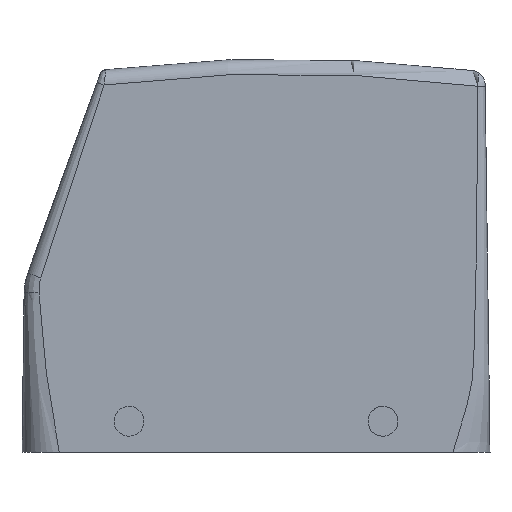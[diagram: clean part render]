
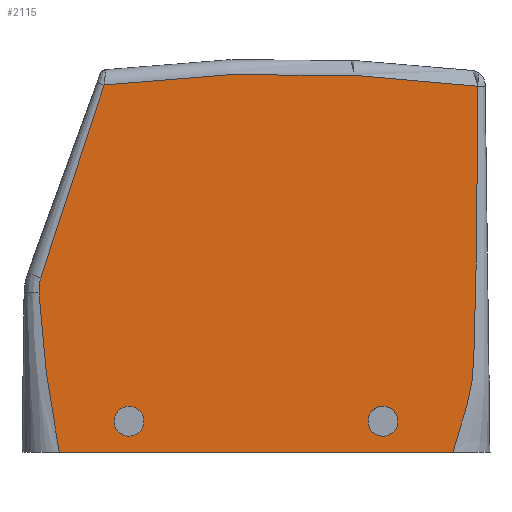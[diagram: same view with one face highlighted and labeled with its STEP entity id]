
A CAD part, left-side view. The second image highlights one B-rep face of the part: STEP entity #2115.
In plain terms, the highlighted planar face has unit normal (-1, 0, 0).
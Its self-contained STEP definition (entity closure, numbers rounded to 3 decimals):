
#2010=AXIS2_PLACEMENT_3D('Plane Axis2P3D',#2007,#2008,#2009) ;
#2014=AXIS2_PLACEMENT_3D('Circle Axis2P3D',#2012,#2013,$) ;
#2081=AXIS2_PLACEMENT_3D('Circle Axis2P3D',#2079,#2080,$) ;
#2090=AXIS2_PLACEMENT_3D('Circle Axis2P3D',#2088,#2089,$) ;
#2099=AXIS2_PLACEMENT_3D('Circle Axis2P3D',#2097,#2098,$) ;
#2108=AXIS2_PLACEMENT_3D('Circle Axis2P3D',#2106,#2107,$) ;
#952=CARTESIAN_POINT('Vertex',(7.75,7.471,0.)) ;
#957=CARTESIAN_POINT('Line Origine',(7.75,46.994,0.)) ;
#961=CARTESIAN_POINT('Vertex',(7.75,86.516,0.)) ;
#1956=CARTESIAN_POINT('Vertex',(7.75,2.46,73.489)) ;
#1960=CARTESIAN_POINT('Control Point',(7.75,2.46,73.489)) ;
#1961=CARTESIAN_POINT('Control Point',(7.75,2.458,73.057)) ;
#1962=CARTESIAN_POINT('Control Point',(7.75,2.457,72.62)) ;
#1963=CARTESIAN_POINT('Control Point',(7.75,2.456,72.19)) ;
#1964=CARTESIAN_POINT('Control Point',(7.75,2.452,70.79)) ;
#1965=CARTESIAN_POINT('Control Point',(7.75,2.449,69.397)) ;
#1966=CARTESIAN_POINT('Control Point',(7.75,2.449,68.43)) ;
#1967=CARTESIAN_POINT('Control Point',(7.75,2.449,66.502)) ;
#1968=CARTESIAN_POINT('Control Point',(7.75,2.452,64.574)) ;
#1969=CARTESIAN_POINT('Control Point',(7.75,2.455,63.609)) ;
#1970=CARTESIAN_POINT('Control Point',(7.75,2.468,60.284)) ;
#1971=CARTESIAN_POINT('Control Point',(7.75,2.491,56.958)) ;
#1972=CARTESIAN_POINT('Control Point',(7.75,2.513,54.596)) ;
#1973=CARTESIAN_POINT('Control Point',(7.75,2.567,49.872)) ;
#1974=CARTESIAN_POINT('Control Point',(7.75,2.636,45.15)) ;
#1975=CARTESIAN_POINT('Control Point',(7.75,2.674,42.79)) ;
#1976=CARTESIAN_POINT('Control Point',(7.75,2.757,38.071)) ;
#1977=CARTESIAN_POINT('Control Point',(7.75,2.852,33.356)) ;
#1978=CARTESIAN_POINT('Control Point',(7.75,2.904,31.)) ;
#1979=CARTESIAN_POINT('Control Point',(7.75,2.983,27.612)) ;
#1980=CARTESIAN_POINT('Control Point',(7.75,3.077,24.224)) ;
#1981=CARTESIAN_POINT('Control Point',(7.75,3.107,23.192)) ;
#1982=CARTESIAN_POINT('Control Point',(7.75,3.155,21.643)) ;
#1983=CARTESIAN_POINT('Control Point',(7.75,3.207,20.095)) ;
#1984=CARTESIAN_POINT('Control Point',(7.75,3.225,19.579)) ;
#1985=CARTESIAN_POINT('Control Point',(7.75,3.292,17.624)) ;
#1986=CARTESIAN_POINT('Control Point',(7.75,3.387,15.67)) ;
#1987=CARTESIAN_POINT('Control Point',(7.75,3.547,14.234)) ;
#1988=CARTESIAN_POINT('Control Point',(7.75,4.016,11.522)) ;
#1989=CARTESIAN_POINT('Control Point',(7.75,4.733,8.846)) ;
#1990=CARTESIAN_POINT('Control Point',(7.75,5.116,7.583)) ;
#1991=CARTESIAN_POINT('Control Point',(7.75,5.705,5.721)) ;
#1992=CARTESIAN_POINT('Control Point',(7.75,6.298,3.859)) ;
#1993=CARTESIAN_POINT('Control Point',(7.75,6.489,3.253)) ;
#1994=CARTESIAN_POINT('Control Point',(7.75,6.806,2.237)) ;
#1995=CARTESIAN_POINT('Control Point',(7.75,7.113,1.219)) ;
#1996=CARTESIAN_POINT('Control Point',(7.75,7.233,0.813)) ;
#1997=CARTESIAN_POINT('Control Point',(7.75,7.352,0.408)) ;
#1998=CARTESIAN_POINT('Control Point',(7.75,7.471,0.)) ;
#2007=CARTESIAN_POINT('Axis2P3D Location',(7.75,-17.985,-37.458)) ;
#2012=CARTESIAN_POINT('Axis2P3D Location',(7.75,41.,-221.)) ;
#2016=CARTESIAN_POINT('Vertex',(7.75,77.52,73.746)) ;
#2020=CARTESIAN_POINT('Control Point',(7.75,77.52,73.746)) ;
#2021=CARTESIAN_POINT('Control Point',(7.75,77.585,73.558)) ;
#2022=CARTESIAN_POINT('Control Point',(7.75,77.649,73.369)) ;
#2023=CARTESIAN_POINT('Control Point',(7.75,77.714,73.18)) ;
#2024=CARTESIAN_POINT('Control Point',(7.75,79.288,68.58)) ;
#2025=CARTESIAN_POINT('Control Point',(7.75,80.853,63.971)) ;
#2026=CARTESIAN_POINT('Control Point',(7.75,82.329,59.537)) ;
#2027=CARTESIAN_POINT('Control Point',(7.75,84.298,53.548)) ;
#2028=CARTESIAN_POINT('Control Point',(7.75,86.238,47.556)) ;
#2029=CARTESIAN_POINT('Control Point',(7.75,86.739,46.003)) ;
#2030=CARTESIAN_POINT('Control Point',(7.75,87.624,43.249)) ;
#2031=CARTESIAN_POINT('Control Point',(7.75,88.502,40.495)) ;
#2032=CARTESIAN_POINT('Control Point',(7.75,88.869,39.338)) ;
#2033=CARTESIAN_POINT('Control Point',(7.75,89.371,37.748)) ;
#2034=CARTESIAN_POINT('Control Point',(7.75,89.868,36.158)) ;
#2035=CARTESIAN_POINT('Control Point',(7.75,89.99,35.769)) ;
#2036=CARTESIAN_POINT('Control Point',(7.75,90.111,35.38)) ;
#2037=CARTESIAN_POINT('Control Point',(7.75,90.231,34.991)) ;
#2038=CARTESIAN_POINT('Vertex',(7.75,90.231,34.991)) ;
#2042=CARTESIAN_POINT('Control Point',(7.75,90.231,34.991)) ;
#2043=CARTESIAN_POINT('Control Point',(7.75,90.405,34.402)) ;
#2044=CARTESIAN_POINT('Control Point',(7.75,90.529,33.797)) ;
#2045=CARTESIAN_POINT('Control Point',(7.75,90.601,33.184)) ;
#2046=CARTESIAN_POINT('Control Point',(7.75,90.618,32.568)) ;
#2047=CARTESIAN_POINT('Control Point',(7.75,90.581,31.961)) ;
#2048=CARTESIAN_POINT('Vertex',(7.75,90.581,31.961)) ;
#2052=CARTESIAN_POINT('Control Point',(7.75,90.581,31.961)) ;
#2053=CARTESIAN_POINT('Control Point',(7.75,90.438,28.549)) ;
#2054=CARTESIAN_POINT('Control Point',(7.75,90.265,25.135)) ;
#2055=CARTESIAN_POINT('Control Point',(7.75,89.933,21.715)) ;
#2056=CARTESIAN_POINT('Control Point',(7.75,89.251,16.559)) ;
#2057=CARTESIAN_POINT('Control Point',(7.75,88.417,11.42)) ;
#2058=CARTESIAN_POINT('Control Point',(7.75,88.121,9.664)) ;
#2059=CARTESIAN_POINT('Control Point',(7.75,87.72,7.298)) ;
#2060=CARTESIAN_POINT('Control Point',(7.75,87.323,4.931)) ;
#2061=CARTESIAN_POINT('Control Point',(7.75,87.22,4.315)) ;
#2062=CARTESIAN_POINT('Control Point',(7.75,87.067,3.391)) ;
#2063=CARTESIAN_POINT('Control Point',(7.75,86.915,2.466)) ;
#2064=CARTESIAN_POINT('Control Point',(7.75,86.865,2.158)) ;
#2065=CARTESIAN_POINT('Control Point',(7.75,86.764,1.541)) ;
#2066=CARTESIAN_POINT('Control Point',(7.75,86.665,0.925)) ;
#2067=CARTESIAN_POINT('Control Point',(7.75,86.615,0.617)) ;
#2068=CARTESIAN_POINT('Control Point',(7.75,86.566,0.308)) ;
#2069=CARTESIAN_POINT('Control Point',(7.75,86.516,0.)) ;
#2079=CARTESIAN_POINT('Axis2P3D Location',(7.75,72.5,6.2)) ;
#2083=CARTESIAN_POINT('Vertex',(7.75,70.745,7.159)) ;
#2085=CARTESIAN_POINT('Vertex',(7.75,74.255,5.241)) ;
#2088=CARTESIAN_POINT('Axis2P3D Location',(7.75,72.5,6.2)) ;
#2097=CARTESIAN_POINT('Axis2P3D Location',(7.75,21.5,6.2)) ;
#2101=CARTESIAN_POINT('Vertex',(7.75,19.745,5.241)) ;
#2103=CARTESIAN_POINT('Vertex',(7.75,23.255,7.159)) ;
#2106=CARTESIAN_POINT('Axis2P3D Location',(7.75,21.5,6.2)) ;
#958=DIRECTION('Vector Direction',(0.,-1.,0.)) ;
#2008=DIRECTION('Axis2P3D Direction',(-1.,0.,0.)) ;
#2009=DIRECTION('Axis2P3D XDirection',(0.,-0.317,0.949)) ;
#2013=DIRECTION('Axis2P3D Direction',(-1.,0.,0.)) ;
#2080=DIRECTION('Axis2P3D Direction',(-1.,0.,0.)) ;
#2089=DIRECTION('Axis2P3D Direction',(-1.,0.,0.)) ;
#2098=DIRECTION('Axis2P3D Direction',(-1.,0.,0.)) ;
#2107=DIRECTION('Axis2P3D Direction',(-1.,0.,0.)) ;
#959=VECTOR('Line Direction',#958,1.) ;
#2072=ORIENTED_EDGE('',*,*,#2018,.T.) ;
#2073=ORIENTED_EDGE('',*,*,#2040,.F.) ;
#2074=ORIENTED_EDGE('',*,*,#2050,.F.) ;
#2075=ORIENTED_EDGE('',*,*,#2070,.F.) ;
#2076=ORIENTED_EDGE('',*,*,#963,.T.) ;
#2077=ORIENTED_EDGE('',*,*,#1999,.T.) ;
#2094=ORIENTED_EDGE('',*,*,#2087,.F.) ;
#2095=ORIENTED_EDGE('',*,*,#2092,.F.) ;
#2112=ORIENTED_EDGE('',*,*,#2105,.F.) ;
#2113=ORIENTED_EDGE('',*,*,#2110,.F.) ;
#2096=FACE_BOUND('',#2093,.T.) ;
#2114=FACE_BOUND('',#2111,.T.) ;
#2115=ADVANCED_FACE('Hood',(#2078,#2096,#2114),#2011,.T.) ;
#1959=B_SPLINE_CURVE_WITH_KNOTS('',5,(#1960,#1961,#1962,#1963,#1964,#1965,#1966,#1967,#1968,#1969,#1970,#1971,#1972,#1973,#1974,#1975,#1976,#1977,#1978,#1979,#1980,#1981,#1982,#1983,#1984,#1985,#1986,#1987,#1988,#1989,#1990,#1991,#1992,#1993,#1994,#1995,#1996,#1997,#1998),.UNSPECIFIED.,.F.,.U.,(6,3,3,3,3,3,3,3,3,3,3,3,6),(8.236,10.397,15.205,20.013,31.789,43.566,55.342,60.507,63.09,70.288,76.773,79.902,82.016),.UNSPECIFIED.) ;
#2019=B_SPLINE_CURVE_WITH_KNOTS('',5,(#2020,#2021,#2022,#2023,#2024,#2025,#2026,#2027,#2028,#2029,#2030,#2031,#2032,#2033,#2034,#2035,#2036,#2037),.UNSPECIFIED.,.F.,.U.,(6,3,3,3,3,6),(0.,1.414,34.405,45.942,54.86,57.747),.UNSPECIFIED.) ;
#2041=B_SPLINE_CURVE_WITH_KNOTS('',5,(#2042,#2043,#2044,#2045,#2046,#2047),.UNSPECIFIED.,.F.,.U.,(6,6),(0.,4.342),.UNSPECIFIED.) ;
#2051=B_SPLINE_CURVE_WITH_KNOTS('',5,(#2052,#2053,#2054,#2055,#2056,#2057,#2058,#2059,#2060,#2061,#2062,#2063,#2064,#2065,#2066,#2067,#2068,#2069),.UNSPECIFIED.,.F.,.U.,(6,3,3,3,3,6),(0.,24.247,36.778,41.186,43.39,45.594),.UNSPECIFIED.) ;
#2015=CIRCLE('generated circle',#2014,297.) ;
#2082=CIRCLE('generated circle',#2081,2.) ;
#2091=CIRCLE('generated circle',#2090,2.) ;
#2100=CIRCLE('generated circle',#2099,2.) ;
#2109=CIRCLE('generated circle',#2108,2.) ;
#963=EDGE_CURVE('',#962,#953,#960,.T.) ;
#1999=EDGE_CURVE('',#953,#1957,#1959,.F.) ;
#2018=EDGE_CURVE('',#1957,#2017,#2015,.T.) ;
#2040=EDGE_CURVE('',#2039,#2017,#2019,.F.) ;
#2050=EDGE_CURVE('',#2049,#2039,#2041,.F.) ;
#2070=EDGE_CURVE('',#962,#2049,#2051,.F.) ;
#2087=EDGE_CURVE('',#2084,#2086,#2082,.T.) ;
#2092=EDGE_CURVE('',#2086,#2084,#2091,.T.) ;
#2105=EDGE_CURVE('',#2102,#2104,#2100,.T.) ;
#2110=EDGE_CURVE('',#2104,#2102,#2109,.T.) ;
#2071=EDGE_LOOP('',(#2072,#2073,#2074,#2075,#2076,#2077)) ;
#2093=EDGE_LOOP('',(#2094,#2095)) ;
#2111=EDGE_LOOP('',(#2112,#2113)) ;
#2078=FACE_OUTER_BOUND('',#2071,.T.) ;
#960=LINE('Line',#957,#959) ;
#2011=PLANE('',#2010) ;
#953=VERTEX_POINT('',#952) ;
#962=VERTEX_POINT('',#961) ;
#1957=VERTEX_POINT('',#1956) ;
#2017=VERTEX_POINT('',#2016) ;
#2039=VERTEX_POINT('',#2038) ;
#2049=VERTEX_POINT('',#2048) ;
#2084=VERTEX_POINT('',#2083) ;
#2086=VERTEX_POINT('',#2085) ;
#2102=VERTEX_POINT('',#2101) ;
#2104=VERTEX_POINT('',#2103) ;
